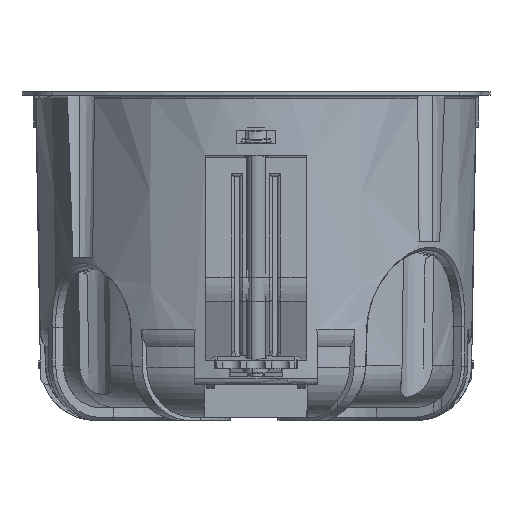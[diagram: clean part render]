
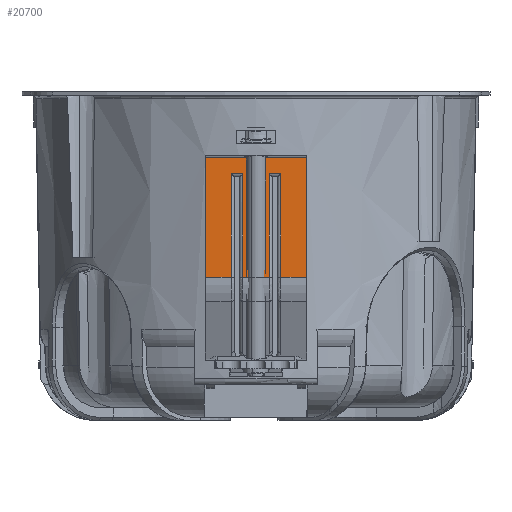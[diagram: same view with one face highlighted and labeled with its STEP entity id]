
A CAD part, front view. The second image highlights one B-rep face of the part: STEP entity #20700.
In plain terms, the highlighted planar face has unit normal (0, -1, -0.009).
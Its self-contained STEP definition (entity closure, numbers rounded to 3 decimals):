
#20616=AXIS2_PLACEMENT_3D('Plane Axis2P3D',#20613,#20614,#20615) ;
#17029=CARTESIAN_POINT('Vertex',(-7.775,-28.001,-27.982)) ;
#17032=CARTESIAN_POINT('Line Origine',(-7.775,-28.082,-18.705)) ;
#17036=CARTESIAN_POINT('Vertex',(-7.775,-28.011,-26.8)) ;
#17039=CARTESIAN_POINT('Line Origine',(-7.775,-28.082,-18.705)) ;
#17043=CARTESIAN_POINT('Vertex',(-7.775,-28.162,-9.504)) ;
#17074=CARTESIAN_POINT('Line Origine',(0.,-28.162,-9.504)) ;
#17078=CARTESIAN_POINT('Vertex',(7.775,-28.162,-9.504)) ;
#20598=CARTESIAN_POINT('Vertex',(-3.796,-28.001,-27.982)) ;
#20601=CARTESIAN_POINT('Line Origine',(0.,-28.001,-27.982)) ;
#20613=CARTESIAN_POINT('Axis2P3D Location',(-3.887,-28.245,0.)) ;
#20618=CARTESIAN_POINT('Line Origine',(2.004,-28.081,-18.743)) ;
#20622=CARTESIAN_POINT('Vertex',(2.004,-28.14,-12.009)) ;
#20624=CARTESIAN_POINT('Vertex',(2.004,-28.001,-27.982)) ;
#20627=CARTESIAN_POINT('Line Origine',(-3.887,-28.14,-12.009)) ;
#20631=CARTESIAN_POINT('Vertex',(3.796,-28.14,-12.009)) ;
#20634=CARTESIAN_POINT('Line Origine',(3.796,-28.081,-18.743)) ;
#20638=CARTESIAN_POINT('Vertex',(3.796,-28.001,-27.982)) ;
#20641=CARTESIAN_POINT('Line Origine',(-3.887,-28.001,-27.982)) ;
#20645=CARTESIAN_POINT('Vertex',(7.775,-28.001,-27.982)) ;
#20648=CARTESIAN_POINT('Line Origine',(7.775,-28.081,-18.743)) ;
#20652=CARTESIAN_POINT('Vertex',(7.775,-28.011,-26.8)) ;
#20656=CARTESIAN_POINT('Control Point',(7.775,-28.011,-26.8)) ;
#20657=CARTESIAN_POINT('Control Point',(7.775,-28.162,-9.504)) ;
#20659=CARTESIAN_POINT('Line Origine',(-3.796,-28.081,-18.743)) ;
#20663=CARTESIAN_POINT('Vertex',(-3.796,-28.14,-12.009)) ;
#20666=CARTESIAN_POINT('Line Origine',(-3.887,-28.14,-12.009)) ;
#20670=CARTESIAN_POINT('Vertex',(-2.004,-28.14,-12.009)) ;
#20674=CARTESIAN_POINT('Control Point',(-2.004,-28.001,-27.982)) ;
#20675=CARTESIAN_POINT('Control Point',(-2.004,-28.14,-12.009)) ;
#20676=CARTESIAN_POINT('Vertex',(-2.004,-28.001,-27.982)) ;
#20679=CARTESIAN_POINT('Line Origine',(-3.887,-28.001,-27.982)) ;
#17033=DIRECTION('Vector Direction',(0.,-0.009,1.)) ;
#17040=DIRECTION('Vector Direction',(0.,-0.009,1.)) ;
#17075=DIRECTION('Vector Direction',(1.,0.,0.)) ;
#20602=DIRECTION('Vector Direction',(1.,0.,0.)) ;
#20614=DIRECTION('Axis2P3D Direction',(0.,-1.,-0.009)) ;
#20615=DIRECTION('Axis2P3D XDirection',(-1.,0.,0.)) ;
#20619=DIRECTION('Vector Direction',(0.,0.009,-1.)) ;
#20628=DIRECTION('Vector Direction',(-1.,0.,0.)) ;
#20635=DIRECTION('Vector Direction',(0.,0.009,-1.)) ;
#20642=DIRECTION('Vector Direction',(-1.,0.,0.)) ;
#20649=DIRECTION('Vector Direction',(0.,0.009,-1.)) ;
#20660=DIRECTION('Vector Direction',(0.,0.009,-1.)) ;
#20667=DIRECTION('Vector Direction',(-1.,0.,0.)) ;
#20680=DIRECTION('Vector Direction',(-1.,0.,0.)) ;
#17034=VECTOR('Line Direction',#17033,1.) ;
#17041=VECTOR('Line Direction',#17040,1.) ;
#17076=VECTOR('Line Direction',#17075,1.) ;
#20603=VECTOR('Line Direction',#20602,1.) ;
#20620=VECTOR('Line Direction',#20619,1.) ;
#20629=VECTOR('Line Direction',#20628,1.) ;
#20636=VECTOR('Line Direction',#20635,1.) ;
#20643=VECTOR('Line Direction',#20642,1.) ;
#20650=VECTOR('Line Direction',#20649,1.) ;
#20661=VECTOR('Line Direction',#20660,1.) ;
#20668=VECTOR('Line Direction',#20667,1.) ;
#20681=VECTOR('Line Direction',#20680,1.) ;
#20685=ORIENTED_EDGE('',*,*,#20626,.F.) ;
#20686=ORIENTED_EDGE('',*,*,#20633,.F.) ;
#20687=ORIENTED_EDGE('',*,*,#20640,.F.) ;
#20688=ORIENTED_EDGE('',*,*,#20647,.F.) ;
#20689=ORIENTED_EDGE('',*,*,#20654,.F.) ;
#20690=ORIENTED_EDGE('',*,*,#20658,.F.) ;
#20691=ORIENTED_EDGE('',*,*,#17080,.T.) ;
#20692=ORIENTED_EDGE('',*,*,#17045,.F.) ;
#20693=ORIENTED_EDGE('',*,*,#17038,.F.) ;
#20694=ORIENTED_EDGE('',*,*,#20605,.F.) ;
#20695=ORIENTED_EDGE('',*,*,#20665,.F.) ;
#20696=ORIENTED_EDGE('',*,*,#20672,.F.) ;
#20697=ORIENTED_EDGE('',*,*,#20678,.F.) ;
#20698=ORIENTED_EDGE('',*,*,#20683,.F.) ;
#20700=ADVANCED_FACE('Corps de boite',(#20699),#20617,.T.) ;
#20655=B_SPLINE_CURVE_WITH_KNOTS('',1,(#20656,#20657),.UNSPECIFIED.,.F.,.U.,(2,2),(2.313,19.609),.UNSPECIFIED.) ;
#20673=B_SPLINE_CURVE_WITH_KNOTS('',1,(#20674,#20675),.UNSPECIFIED.,.F.,.U.,(2,2),(-2.712,13.262),.UNSPECIFIED.) ;
#17038=EDGE_CURVE('',#17030,#17037,#17035,.T.) ;
#17045=EDGE_CURVE('',#17037,#17044,#17042,.T.) ;
#17080=EDGE_CURVE('',#17079,#17044,#17077,.F.) ;
#20605=EDGE_CURVE('',#20599,#17030,#20604,.F.) ;
#20626=EDGE_CURVE('',#20623,#20625,#20621,.T.) ;
#20633=EDGE_CURVE('',#20632,#20623,#20630,.T.) ;
#20640=EDGE_CURVE('',#20639,#20632,#20637,.F.) ;
#20647=EDGE_CURVE('',#20646,#20639,#20644,.T.) ;
#20654=EDGE_CURVE('',#20653,#20646,#20651,.T.) ;
#20658=EDGE_CURVE('',#17079,#20653,#20655,.F.) ;
#20665=EDGE_CURVE('',#20664,#20599,#20662,.T.) ;
#20672=EDGE_CURVE('',#20671,#20664,#20669,.T.) ;
#20678=EDGE_CURVE('',#20677,#20671,#20673,.T.) ;
#20683=EDGE_CURVE('',#20625,#20677,#20682,.T.) ;
#20684=EDGE_LOOP('',(#20685,#20686,#20687,#20688,#20689,#20690,#20691,#20692,#20693,#20694,#20695,#20696,#20697,#20698)) ;
#20699=FACE_OUTER_BOUND('',#20684,.T.) ;
#17035=LINE('Line',#17032,#17034) ;
#17042=LINE('Line',#17039,#17041) ;
#17077=LINE('Line',#17074,#17076) ;
#20604=LINE('Line',#20601,#20603) ;
#20621=LINE('Line',#20618,#20620) ;
#20630=LINE('Line',#20627,#20629) ;
#20637=LINE('Line',#20634,#20636) ;
#20644=LINE('Line',#20641,#20643) ;
#20651=LINE('Line',#20648,#20650) ;
#20662=LINE('Line',#20659,#20661) ;
#20669=LINE('Line',#20666,#20668) ;
#20682=LINE('Line',#20679,#20681) ;
#20617=PLANE('',#20616) ;
#17030=VERTEX_POINT('',#17029) ;
#17037=VERTEX_POINT('',#17036) ;
#17044=VERTEX_POINT('',#17043) ;
#17079=VERTEX_POINT('',#17078) ;
#20599=VERTEX_POINT('',#20598) ;
#20623=VERTEX_POINT('',#20622) ;
#20625=VERTEX_POINT('',#20624) ;
#20632=VERTEX_POINT('',#20631) ;
#20639=VERTEX_POINT('',#20638) ;
#20646=VERTEX_POINT('',#20645) ;
#20653=VERTEX_POINT('',#20652) ;
#20664=VERTEX_POINT('',#20663) ;
#20671=VERTEX_POINT('',#20670) ;
#20677=VERTEX_POINT('',#20676) ;
